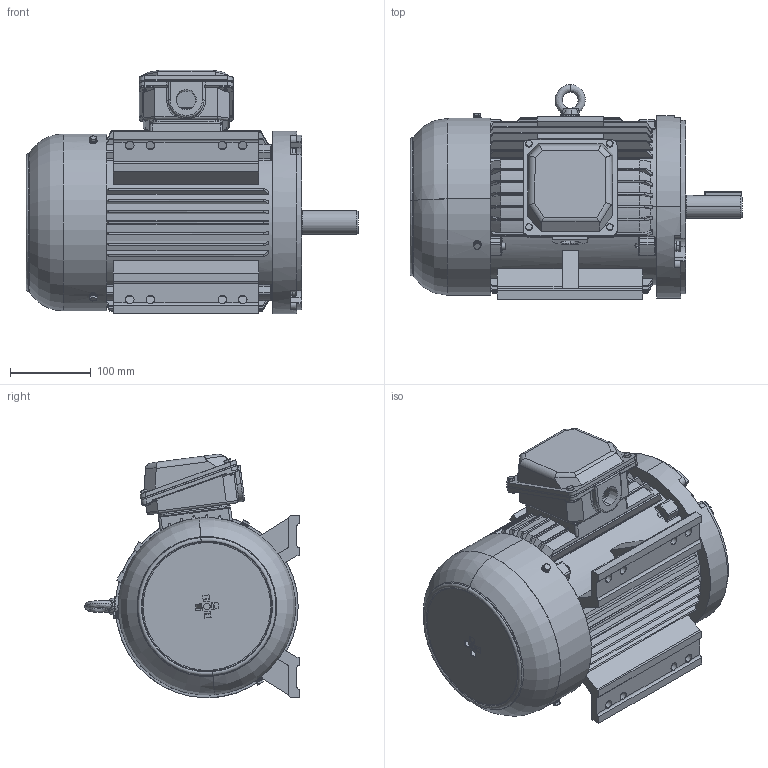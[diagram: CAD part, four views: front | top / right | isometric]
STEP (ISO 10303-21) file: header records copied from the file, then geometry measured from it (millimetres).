
FILE_DESCRIPTION (( 'STEP AP214' ), '1' );
FILE_NAME ('MTCP184TC.STEP', '2018-03-07T15:48:43', ( '' ), ( '' ), 'SwSTEP 2.0', 'SolidWorks 2017', '' );
FILE_SCHEMA (( 'AUTOMOTIVE_DESIGN' ));
Length unit declared in the file: millimetre
Products named in the file (21): PE180綴傷裔樓馱璃; 諉盄碟   蚾饜极 _1_; PE180源瑩; plain washers-chamfered--normal series-a gb_GB_FASTENER_WASHER_SWCA 5; hexagon head bolts-full thread gb_GB_FASTENER_BOLT_STBAB A M5X16-N; spring lock washers--normal type gb_GB_FASTENER_WASHER_SW 5; hex head bolts-full thread grade c gb_GB_FASTENER_BOLT_HHBFTC M5X10-N; PE180瑞欶; plain washers-chamfered--normal series-a gb_GB_FASTENER_WASHER_SWCA 8; PE180粣芛  瑞珔傷; PE184儂釱樓馱璃; PE180諉盄碟裔; PE180粣芛  堤粣傷; spring lock washers--normal type gb_GB_FASTENER_WASHER_SW 8; PE180 C楊擘  J; PE180諉盄碟裔菜; PE180諉盄碟釱菜; PE180接线盒座_默认_按加工_; MTCP184TC; hex lobular socket head cap screws-4.8 gb_GB_HEXAGON_TYPE21 M8X45-38-N; eyebolts gb_GB_FASTENER_SCREWS_FRS M8-N
Assembly tree (48 placements, depth 3):
  MTCP184TC
    諉盄碟   蚾饜极 _1_
      PE180接线盒座_默认_按加工_
      PE180諉盄碟釱菜
      PE180諉盄碟裔菜
      PE180諉盄碟裔
      hexagon head bolts-full thread gb_GB_FASTENER_BOLT_STBAB A M5X16-N  x8
    PE184儂釱樓馱璃
    PE180 C楊擘  J
    PE180粣芛  堤粣傷
    PE180綴傷裔樓馱璃
    PE180粣芛  瑞珔傷
    hex lobular socket head cap screws-4.8 gb_GB_HEXAGON_TYPE21 M8X45-38-N  x6
    spring lock washers--normal type gb_GB_FASTENER_WASHER_SW 8  x6
    plain washers-chamfered--normal series-a gb_GB_FASTENER_WASHER_SWCA 8  x6
    PE180瑞欶
    hex head bolts-full thread grade c gb_GB_FASTENER_BOLT_HHBFTC M5X10-N  x3
    spring lock washers--normal type gb_GB_FASTENER_WASHER_SW 5  x3
    plain washers-chamfered--normal series-a gb_GB_FASTENER_WASHER_SWCA 5  x3
    PE180源瑩
    eyebolts gb_GB_FASTENER_SCREWS_FRS M8-N
Bounding box: 410.59 x 265.4 x 301.41 mm (x, y, z)
Volume: 3222026.5 mm3; surface area: 1055682.5 mm2
Topology: 47 solids, 47 shells, 2420 faces, 6046 edges, 3690 vertices
Faces by surface type: cylinder 888, plane 690, cone 297, torus 275, bspline 183, sphere 87
Entity records: 80317 total; most frequent: CARTESIAN_POINT 32515, ORIENTED_EDGE 10028, DIRECTION 9776, EDGE_CURVE 5014, AXIS2_PLACEMENT_3D 3950, VERTEX_POINT 3093, EDGE_LOOP 2175, CIRCLE 2065
